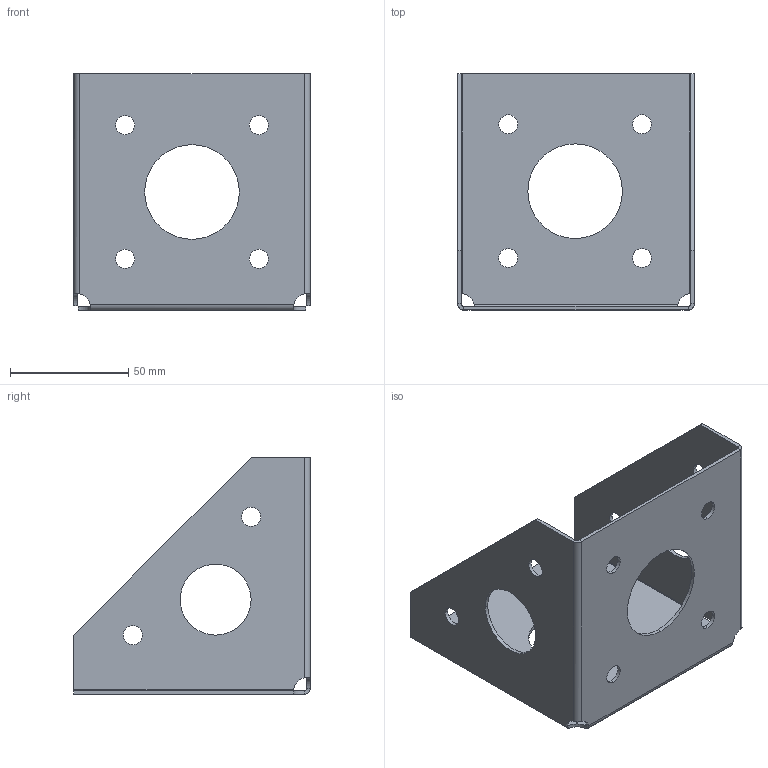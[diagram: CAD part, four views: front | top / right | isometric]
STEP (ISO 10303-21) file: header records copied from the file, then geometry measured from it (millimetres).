
FILE_DESCRIPTION (( 'STEP AP214' ), '1' );
FILE_NAME ('Part50.STEP', '2025-03-03T13:00:53', ( '' ), ( '' ), 'SwSTEP 2.0', 'SolidWorks 2024', '' );
FILE_SCHEMA (( 'AUTOMOTIVE_DESIGN' ));
Length unit declared in the file: millimetre
Products named in the file (1): Part50
Bounding box: 100 x 100 x 100 mm (x, y, z)
Volume: 42430.1 mm3; surface area: 59073.9 mm2
Topology: 1 solids, 1 shells, 70 faces, 180 edges, 112 vertices
Faces by surface type: cylinder 44, plane 22, bspline 4
Entity records: 2339 total; most frequent: CARTESIAN_POINT 527, DIRECTION 378, ORIENTED_EDGE 360, EDGE_CURVE 180, AXIS2_PLACEMENT_3D 147, VERTEX_POINT 112, EDGE_LOOP 102, LINE 84
